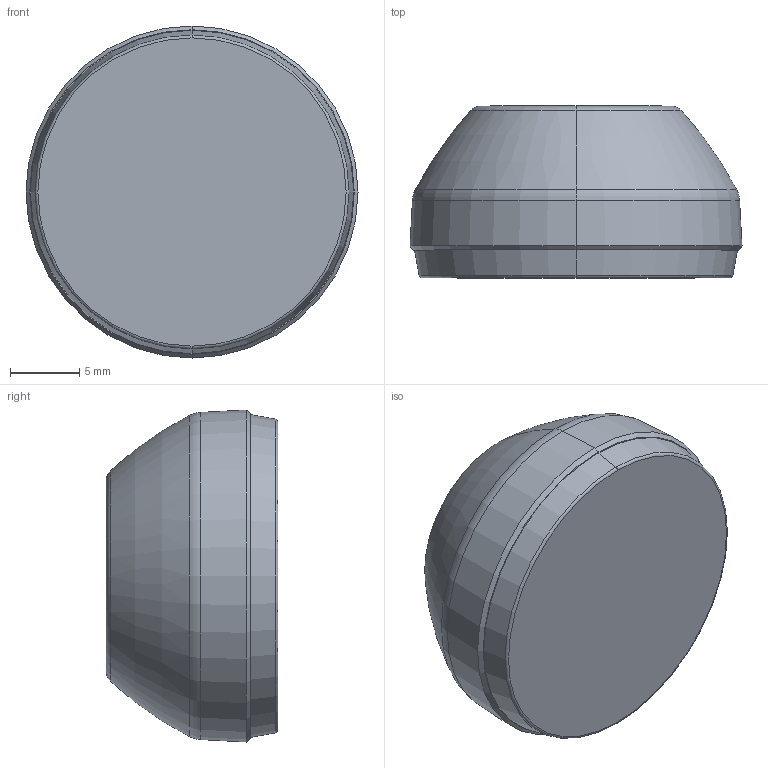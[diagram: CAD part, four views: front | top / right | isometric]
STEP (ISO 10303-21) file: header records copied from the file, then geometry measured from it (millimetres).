
FILE_DESCRIPTION (( 'STEP AP214' ), '1' );
FILE_NAME ('098m025kg.STEP', '2014-08-11T08:27:37', ( '' ), ( '' ), 'SwSTEP 2.0', 'SolidWorks 2014', '' );
FILE_SCHEMA (( 'AUTOMOTIVE_DESIGN' ));
Length unit declared in the file: millimetre
Products named in the file (3): 098m025kg; 098mg020_098 mg 025; 098m020k_098 m 025 k
Assembly tree (2 placements, depth 2):
  098m025kg
    098m020k_098 m 025 k
    098mg020_098 mg 025
Bounding box: 23.97 x 12.4 x 23.97 mm (x, y, z)
Volume: 4626.6 mm3; surface area: 2864.7 mm2
Topology: 2 solids, 2 shells, 47 faces, 97 edges, 54 vertices
Faces by surface type: torus 24, cone 10, cylinder 6, plane 5, sphere 2
Entity records: 1335 total; most frequent: DIRECTION 272, CARTESIAN_POINT 195, ORIENTED_EDGE 184, AXIS2_PLACEMENT_3D 128, EDGE_CURVE 92, CIRCLE 76, VERTEX_POINT 51, EDGE_LOOP 49
